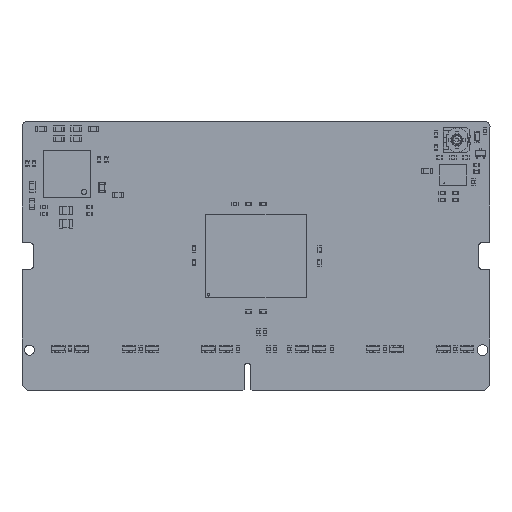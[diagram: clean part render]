
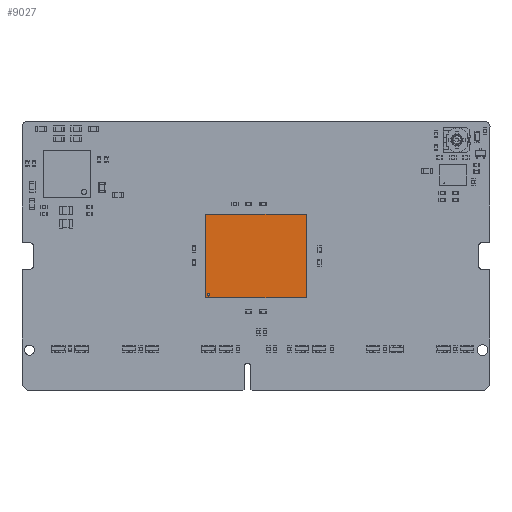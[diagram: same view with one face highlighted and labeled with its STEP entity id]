
A CAD part, top view. The second image highlights one B-rep face of the part: STEP entity #9027.
In plain terms, the highlighted planar face has unit normal (0, 0, 1).
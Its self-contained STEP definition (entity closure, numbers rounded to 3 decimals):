
#8963 = VERTEX_POINT('',#8964);
#8964 = CARTESIAN_POINT('',(-6.2,7.5,1.));
#8979 = VERTEX_POINT('',#8980);
#8980 = CARTESIAN_POINT('',(6.2,7.5,1.));
#8986 = EDGE_CURVE('',#8963,#8979,#8987,.T.);
#8987 = LINE('',#8988,#8989);
#8988 = CARTESIAN_POINT('',(-6.2,7.5,1.));
#8989 = VECTOR('',#8990,1.);
#8990 = DIRECTION('',(1.,0.,0.));
#9009 = EDGE_CURVE('',#8963,#9010,#9012,.T.);
#9010 = VERTEX_POINT('',#9011);
#9011 = CARTESIAN_POINT('',(-6.2,-7.5,1.));
#9012 = LINE('',#9013,#9014);
#9013 = CARTESIAN_POINT('',(-6.2,7.5,1.));
#9014 = VECTOR('',#9015,1.);
#9015 = DIRECTION('',(0.,-1.,0.));
#9027 = ADVANCED_FACE('',(#9028,#9046),#9057,.T.);
#9028 = FACE_BOUND('',#9029,.T.);
#9029 = EDGE_LOOP('',(#9030,#9031,#9032,#9040));
#9030 = ORIENTED_EDGE('',*,*,#8986,.F.);
#9031 = ORIENTED_EDGE('',*,*,#9009,.T.);
#9032 = ORIENTED_EDGE('',*,*,#9033,.T.);
#9033 = EDGE_CURVE('',#9010,#9034,#9036,.T.);
#9034 = VERTEX_POINT('',#9035);
#9035 = CARTESIAN_POINT('',(6.2,-7.5,1.));
#9036 = LINE('',#9037,#9038);
#9037 = CARTESIAN_POINT('',(-6.2,-7.5,1.));
#9038 = VECTOR('',#9039,1.);
#9039 = DIRECTION('',(1.,0.,0.));
#9040 = ORIENTED_EDGE('',*,*,#9041,.F.);
#9041 = EDGE_CURVE('',#8979,#9034,#9042,.T.);
#9042 = LINE('',#9043,#9044);
#9043 = CARTESIAN_POINT('',(6.2,7.5,1.));
#9044 = VECTOR('',#9045,1.);
#9045 = DIRECTION('',(0.,-1.,0.));
#9046 = FACE_BOUND('',#9047,.T.);
#9047 = EDGE_LOOP('',(#9048));
#9048 = ORIENTED_EDGE('',*,*,#9049,.T.);
#9049 = EDGE_CURVE('',#9050,#9050,#9052,.T.);
#9050 = VERTEX_POINT('',#9051);
#9051 = CARTESIAN_POINT('',(-5.76,6.86,1.));
#9052 = CIRCLE('',#9053,0.2);
#9053 = AXIS2_PLACEMENT_3D('',#9054,#9055,#9056);
#9054 = CARTESIAN_POINT('',(-5.76,7.06,1.));
#9055 = DIRECTION('',(0.,-0.,-1.));
#9056 = DIRECTION('',(0.,-1.,0.));
#9057 = PLANE('',#9058);
#9058 = AXIS2_PLACEMENT_3D('',#9059,#9060,#9061);
#9059 = CARTESIAN_POINT('',(-6.2,7.5,1.));
#9060 = DIRECTION('',(0.,0.,1.));
#9061 = DIRECTION('',(0.,-1.,0.));
